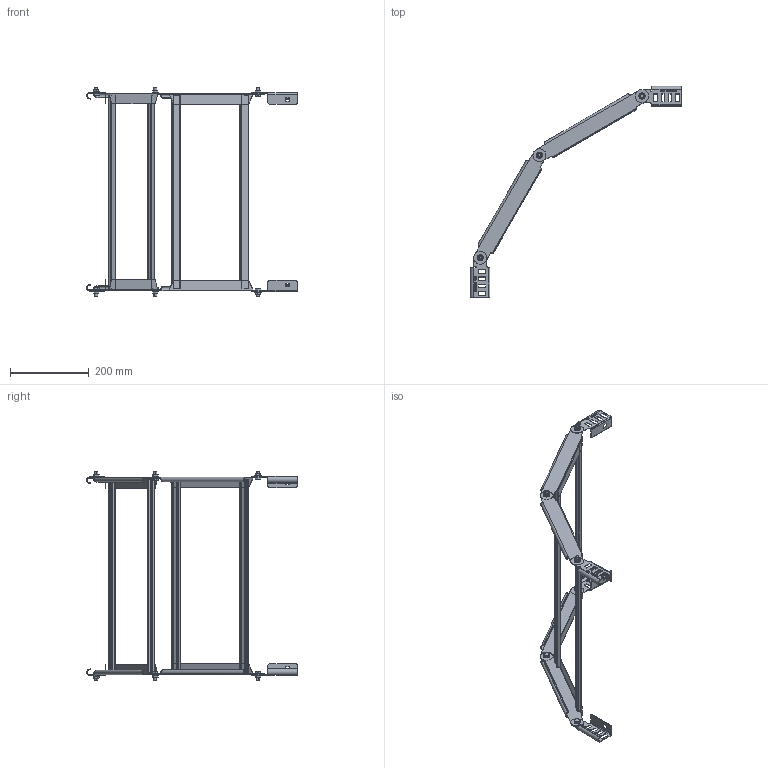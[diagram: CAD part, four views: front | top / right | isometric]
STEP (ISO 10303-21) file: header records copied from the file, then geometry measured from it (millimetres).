
FILE_DESCRIPTION((''),'2;1');
FILE_NAME('6205054_ASM','2013-01-03T',('AndreasKeweloh'),(''),'PRO/ENGINEER BY PARAMETRIC TECHNOLOGY CORPORATION, 2012230','PRO/ENGINEER BY PARAMETRIC TECHNOLOGY CORPORATION, 2012230','');
FILE_SCHEMA(('CONFIG_CONTROL_DESIGN'));
Length unit declared in the file: millimetre
Products named in the file (9): KTS_05_010-051; SPROSSE_6205054; GELENKBOGENELEMENT_6205054_ASM; KTS_07_026-005_GELENKVERB-25641; KTS_07_026-005_GELENKVERB-25630; 35104288; 35016043; 35014028; 6205054_ASM
Assembly tree (28 placements, depth 3):
  6205054_ASM
    GELENKBOGENELEMENT_6205054_ASM  x2
      KTS_05_010-051
      SPROSSE_6205054
    KTS_07_026-005_GELENKVERB-25641  x2
    KTS_07_026-005_GELENKVERB-25630  x2
    35104288  x6
    35016043  x6
    35014028  x6
Bounding box: 534.28 x 534.28 x 530.82 mm (x, y, z)
Volume: 283888.3 mm3; surface area: 445655.3 mm2
Topology: 30 solids, 30 shells, 1330 faces, 3372 edges, 2152 vertices
Faces by surface type: plane 714, cylinder 284, extrusion 180, cone 84, torus 36, bspline 32
Entity records: 19750 total; most frequent: CARTESIAN_POINT 7384, ORIENTED_EDGE 2606, DIRECTION 2267, EDGE_CURVE 1303, VECTOR 937, LINE 847, VERTEX_POINT 844, AXIS2_PLACEMENT_3D 665
